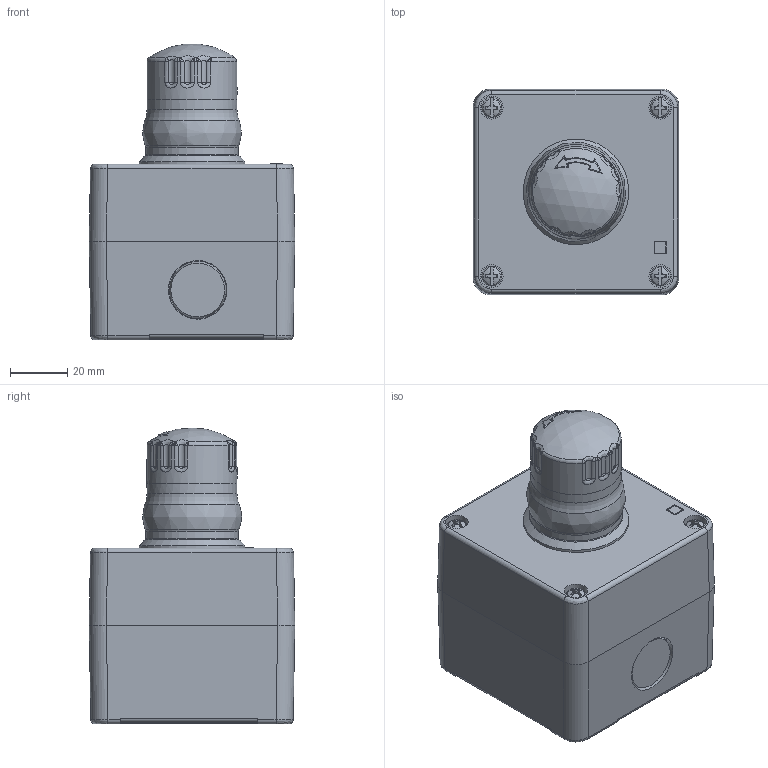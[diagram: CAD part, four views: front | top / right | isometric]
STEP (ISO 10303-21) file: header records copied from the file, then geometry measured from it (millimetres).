
FILE_DESCRIPTION(/* description */ (''),/* implementation_level */ '2;1');
FILE_NAME(/* name */ 'SIL.stp',/* time_stamp */ '2014-10-01T10:04:39+02:00',/* author */ ('thagel'),/* organization */ (''),/* preprocessor_version */ 'ST-DEVELOPER v15.2',/* originating_system */ 'Autodesk Inventor 2014',/* authorisation */ '');
FILE_SCHEMA (('CONFIG_CONTROL_DESIGN'));
Products named in the file (1): SIL
Bounding box: 72 x 72 x 103.56 mm (x, y, z)
Volume: 109473.7 mm3; surface area: 95496.9 mm2
Topology: 3 solids, 30 shells, 2176 faces, 5772 edges, 3724 vertices
Faces by surface type: plane 1313, cylinder 498, bspline 149, cone 109, torus 95, sphere 12
Full cylindrical faces by diameter (mm): 0.159 x1, 0.162 x1, 2.8 x4, 3 x1, 3.5 x4, 5 x8, 5.891 x1, 6 x2, 7 x4, 7.2 x2, 7.225 x1, 7.6 x4, 8 x4, 13.7 x1, 16.2 x1, 17.953 x2, 19.8 x1, 20.1 x1, 20.5 x2, 20.75 x1, 21.85 x1, 22 x2, 22.6 x1, 22.65 x1, 24.8 x1, 25.2 x1, 25.35 x1, 25.4 x1, 25.6 x2, 26.6 x1
Entity records: 77582 total; most frequent: CARTESIAN_POINT 22292, ORIENTED_EDGE 11204, DIRECTION 10626, EDGE_CURVE 5597, VERTEX_POINT 3687, LINE 3584, VECTOR 3584, AXIS2_PLACEMENT_3D 3521
